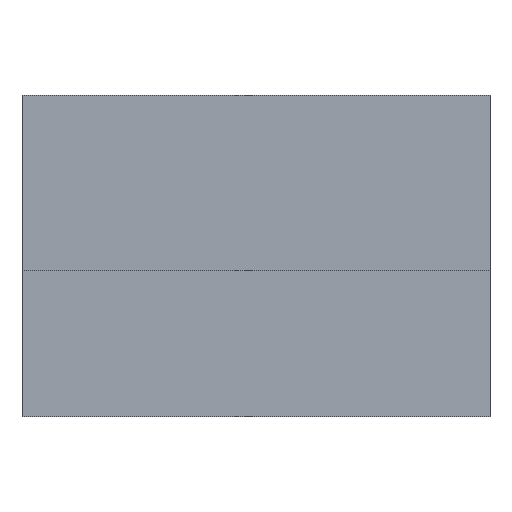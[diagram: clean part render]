
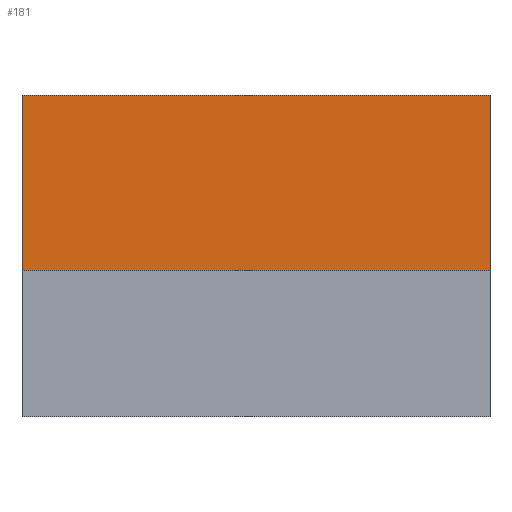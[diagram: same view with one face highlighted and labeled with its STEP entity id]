
A CAD part, front view. The second image highlights one B-rep face of the part: STEP entity #181.
In plain terms, the highlighted planar face has unit normal (0, -1, 0).
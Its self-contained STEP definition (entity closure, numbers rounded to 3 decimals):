
#15=FACE_OUTER_BOUND('',#25,.T.);
#25=EDGE_LOOP('',(#123,#124,#125,#126));
#35=LINE('',#253,#59);
#36=LINE('',#255,#60);
#37=LINE('',#257,#61);
#38=LINE('',#258,#62);
#59=VECTOR('',#207,10.);
#60=VECTOR('',#208,10.);
#61=VECTOR('',#209,10.);
#62=VECTOR('',#210,10.);
#83=VERTEX_POINT('',#251);
#84=VERTEX_POINT('',#252);
#85=VERTEX_POINT('',#254);
#86=VERTEX_POINT('',#256);
#99=EDGE_CURVE('',#83,#84,#35,.T.);
#100=EDGE_CURVE('',#83,#85,#36,.T.);
#101=EDGE_CURVE('',#86,#85,#37,.T.);
#102=EDGE_CURVE('',#84,#86,#38,.T.);
#123=ORIENTED_EDGE('',*,*,#99,.F.);
#124=ORIENTED_EDGE('',*,*,#100,.T.);
#125=ORIENTED_EDGE('',*,*,#101,.F.);
#126=ORIENTED_EDGE('',*,*,#102,.F.);
#171=PLANE('',#193);
#181=ADVANCED_FACE('',(#15),#171,.T.);
#193=AXIS2_PLACEMENT_3D('',#250,#205,#206);
#205=DIRECTION('center_axis',(0.,-1.,0.));
#206=DIRECTION('ref_axis',(1.,0.,0.));
#207=DIRECTION('',(-1.,0.,0.));
#208=DIRECTION('',(0.,0.,1.));
#209=DIRECTION('',(1.,0.,0.));
#210=DIRECTION('',(0.,0.,1.));
#250=CARTESIAN_POINT('Origin',(0.,0.6,0.5));
#251=CARTESIAN_POINT('',(1.6,0.6,0.5));
#252=CARTESIAN_POINT('',(0.,0.6,0.5));
#253=CARTESIAN_POINT('',(0.4,0.6,0.5));
#254=CARTESIAN_POINT('',(1.6,0.6,1.1));
#255=CARTESIAN_POINT('',(1.6,0.6,0.5));
#256=CARTESIAN_POINT('',(0.,0.6,1.1));
#257=CARTESIAN_POINT('',(1.6,0.6,1.1));
#258=CARTESIAN_POINT('',(0.,0.6,0.5));
